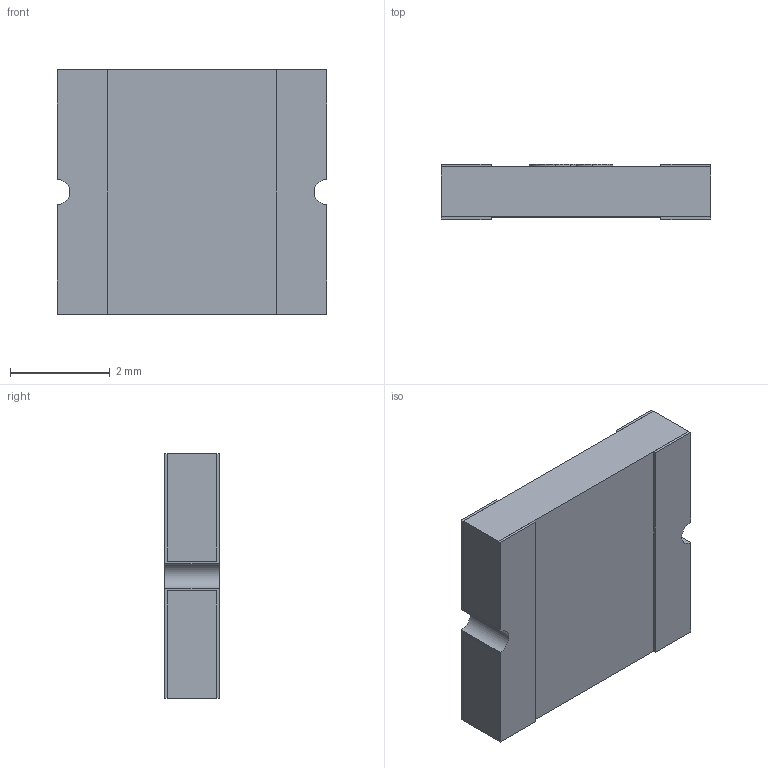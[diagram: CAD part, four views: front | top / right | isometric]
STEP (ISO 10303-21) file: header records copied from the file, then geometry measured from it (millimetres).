
FILE_DESCRIPTION (( 'STEP AP214' ), '1' );
FILE_NAME ('User Library-MF-SMDF050.STEP', '2018-02-13T11:42:50', ( '' ), ( '' ), 'SwSTEP 2.0', 'SolidWorks 2018', '' );
FILE_SCHEMA (( 'AUTOMOTIVE_DESIGN' ));
Length unit declared in the file: millimetre
Products named in the file (1): User Library-MF-SMDF050
Bounding box: 5.4 x 1.1 x 4.9 mm (x, y, z)
Volume: 27.3 mm3; surface area: 124.3 mm2
Topology: 7 solids, 7 shells, 98 faces, 252 edges, 168 vertices
Faces by surface type: plane 55, bspline 37, cylinder 6
Entity records: 6300 total; most frequent: CARTESIAN_POINT 2980, ORIENTED_EDGE 504, DIRECTION 314, EDGE_CURVE 252, VERTEX_POINT 168, VECTOR 166, LINE 166, UNCERTAINTY_MEASURE_WITH_UNIT 107
